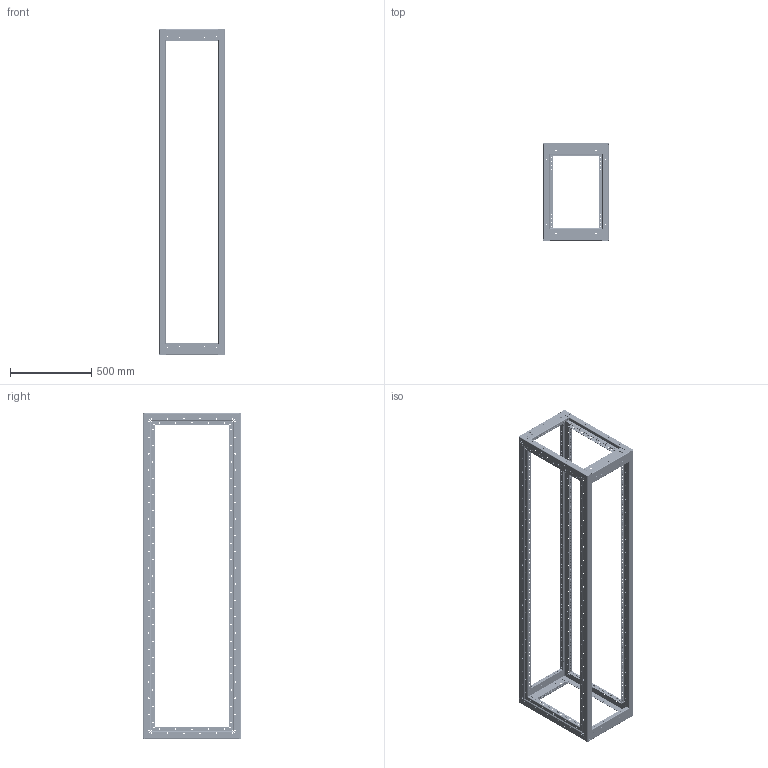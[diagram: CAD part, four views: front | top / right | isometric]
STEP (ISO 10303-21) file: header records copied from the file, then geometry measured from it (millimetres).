
FILE_DESCRIPTION(('no description'),'unknown implementation level');
FILE_NAME('8MF1046-2GS30_3D_v.step',' ',('SIEMENS A&D'),('CADClick - KiM GmbH - www.kimweb.de'),'unknown preprocess','ACIS','unknown authorization');
FILE_SCHEMA(('automotive_design'));
Length unit declared in the file: millimetre
Products named in the file (12): 1; 2; 3; 4; 5; 6; 7; 8; 9; 10; 11; 12
Bounding box: 400 x 600 x 2000 mm (x, y, z)
Volume: 4480588.4 mm3; surface area: 3762086.3 mm2
Topology: 12 solids, 12 shells, 4156 faces, 12088 edges, 8016 vertices
Faces by surface type: cylinder 3512, plane 644
Entity records: 281577 total; most frequent: DIRECTION 27472, STYLED_ITEM 24272, PRESENTATION_STYLE_ASSIGNMENT 24272, CARTESIAN_POINT 24272, COLOUR_RGB 24272, ORIENTED_EDGE 24176, EDGE_CURVE 12088, CURVE_STYLE 12088
